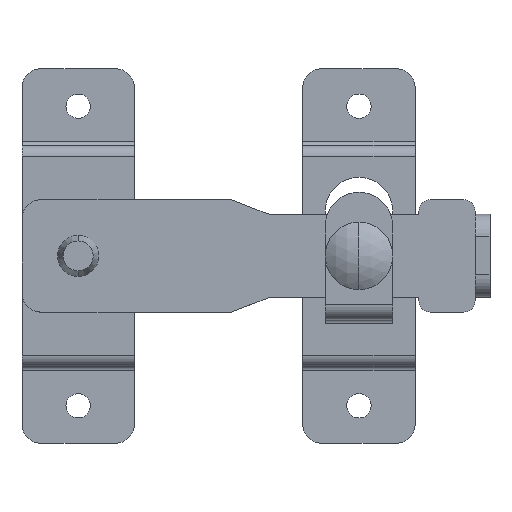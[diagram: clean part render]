
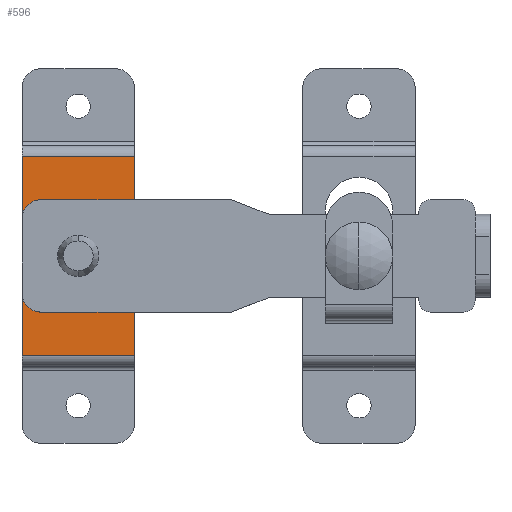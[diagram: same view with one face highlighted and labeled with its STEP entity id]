
A CAD part, top view. The second image highlights one B-rep face of the part: STEP entity #596.
In plain terms, the highlighted planar face has unit normal (0, 0, 1).
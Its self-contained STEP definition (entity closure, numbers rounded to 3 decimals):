
#6 = ORIENTED_EDGE ( 'NONE', *, *, #776, .F. ) ;
#8 = ORIENTED_EDGE ( 'NONE', *, *, #1827, .F. ) ;
#9 = ORIENTED_EDGE ( 'NONE', *, *, #782, .T. ) ;
#596 = ADVANCED_FACE ( 'NONE', ( #2756, #2757 ), #2603, .F. ) ;
#773 = EDGE_CURVE ( 'NONE', #1359, #1283, #2900, .T. ) ;
#776 = EDGE_CURVE ( 'NONE', #1201, #1316, #809, .T. ) ;
#778 = EDGE_CURVE ( 'NONE', #1320, #1278, #2902, .T. ) ;
#781 = EDGE_CURVE ( 'NONE', #1320, #1359, #2904, .T. ) ;
#782 = EDGE_CURVE ( 'NONE', #1278, #1283, #2905, .T. ) ;
#809 = CIRCLE ( 'NONE', #862, 3.05 ) ;
#860 = VECTOR ( 'NONE', #2963, 1000. ) ;
#862 = AXIS2_PLACEMENT_3D ( 'NONE', #2975, #2980, #2974 ) ;
#1201 = VERTEX_POINT ( 'NONE', #3525 ) ;
#1278 = VERTEX_POINT ( 'NONE', #3602 ) ;
#1283 = VERTEX_POINT ( 'NONE', #3607 ) ;
#1316 = VERTEX_POINT ( 'NONE', #3640 ) ;
#1320 = VERTEX_POINT ( 'NONE', #3644 ) ;
#1359 = VERTEX_POINT ( 'NONE', #3683 ) ;
#1827 = EDGE_CURVE ( 'NONE', #1316, #1201, #3484, .T. ) ;
#2306 = AXIS2_PLACEMENT_3D ( 'NONE', #2543, #2624, #2614 ) ;
#2543 = CARTESIAN_POINT ( 'NONE',  ( 15., 26.5, 8. ) ) ;
#2603 = PLANE ( 'NONE',  #2306 ) ;
#2614 = DIRECTION ( 'NONE',  ( 0., 1., 0. ) ) ;
#2624 = DIRECTION ( 'NONE',  ( 0., 0., -1. ) ) ;
#2646 = EDGE_LOOP ( 'NONE', ( #6, #8 ) ) ;
#2653 = EDGE_LOOP ( 'NONE', ( #9, #2658, #2660, #2657 ) ) ;
#2657 = ORIENTED_EDGE ( 'NONE', *, *, #778, .T. ) ;
#2658 = ORIENTED_EDGE ( 'NONE', *, *, #773, .F. ) ;
#2660 = ORIENTED_EDGE ( 'NONE', *, *, #781, .F. ) ;
#2756 = FACE_BOUND ( 'NONE', #2646, .T. ) ;
#2757 = FACE_OUTER_BOUND ( 'NONE', #2653, .T. ) ;
#2900 = LINE ( 'NONE', #2964, #860 ) ;
#2902 = LINE ( 'NONE', #2990, #3356 ) ;
#2904 = LINE ( 'NONE', #2983, #3348 ) ;
#2905 = LINE ( 'NONE', #3037, #3342 ) ;
#2963 = DIRECTION ( 'NONE',  ( -1., 0., 0. ) ) ;
#2964 = CARTESIAN_POINT ( 'NONE',  ( 15., -26.5, 8. ) ) ;
#2974 = DIRECTION ( 'NONE',  ( 1., 0., 0. ) ) ;
#2975 = CARTESIAN_POINT ( 'NONE',  ( 0., 0., 8. ) ) ;
#2980 = DIRECTION ( 'NONE',  ( 0., 0., 1. ) ) ;
#2981 = DIRECTION ( 'NONE',  ( -1., 0., 0. ) ) ;
#2983 = CARTESIAN_POINT ( 'NONE',  ( 15., 26.5, 8. ) ) ;
#2990 = CARTESIAN_POINT ( 'NONE',  ( 15., 26.5, 8. ) ) ;
#3024 = DIRECTION ( 'NONE',  ( 0., -1., 0. ) ) ;
#3030 = DIRECTION ( 'NONE',  ( 0., -1., 0. ) ) ;
#3037 = CARTESIAN_POINT ( 'NONE',  ( -15., 26.5, 8. ) ) ;
#3342 = VECTOR ( 'NONE', #3024, 1000. ) ;
#3348 = VECTOR ( 'NONE', #3030, 1000. ) ;
#3356 = VECTOR ( 'NONE', #2981, 1000. ) ;
#3482 = AXIS2_PLACEMENT_3D ( 'NONE', #3877, #3878, #3879 ) ;
#3484 = CIRCLE ( 'NONE', #3482, 3.05 ) ;
#3525 = CARTESIAN_POINT ( 'NONE',  ( 3.05, 0., 8. ) ) ;
#3602 = CARTESIAN_POINT ( 'NONE',  ( -15., 26.5, 8. ) ) ;
#3607 = CARTESIAN_POINT ( 'NONE',  ( -15., -26.5, 8. ) ) ;
#3640 = CARTESIAN_POINT ( 'NONE',  ( -3.05, 0., 8. ) ) ;
#3644 = CARTESIAN_POINT ( 'NONE',  ( 15., 26.5, 8. ) ) ;
#3683 = CARTESIAN_POINT ( 'NONE',  ( 15., -26.5, 8. ) ) ;
#3877 = CARTESIAN_POINT ( 'NONE',  ( 0., 0., 8. ) ) ;
#3878 = DIRECTION ( 'NONE',  ( 0., 0., 1. ) ) ;
#3879 = DIRECTION ( 'NONE',  ( 1., 0., 0. ) ) ;
